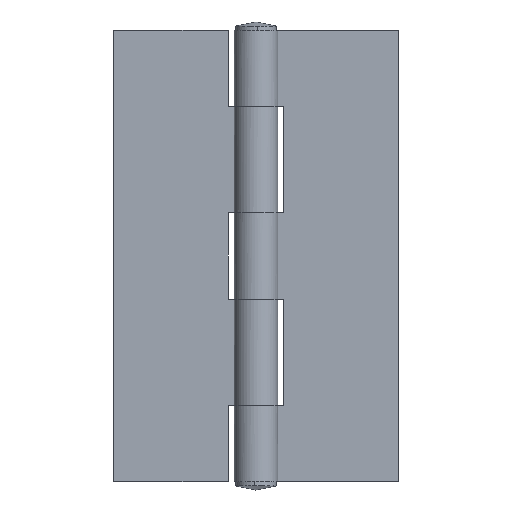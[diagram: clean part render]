
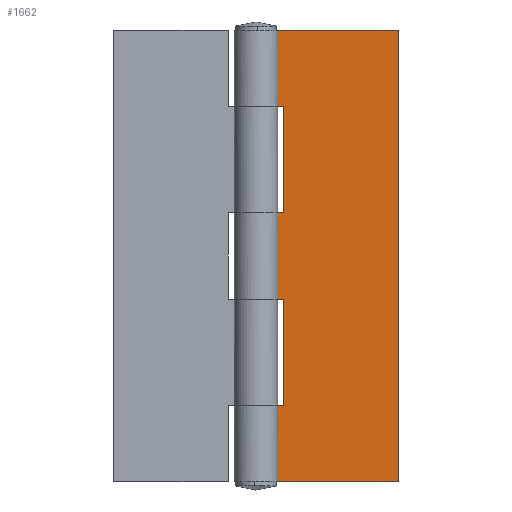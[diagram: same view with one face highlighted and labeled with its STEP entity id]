
A CAD part, front view. The second image highlights one B-rep face of the part: STEP entity #1662.
In plain terms, the highlighted free-form (B-spline) face has degree [1, 1] with [2, 2] control points.
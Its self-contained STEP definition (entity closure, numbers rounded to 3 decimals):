
#1264=CARTESIAN_POINT('',(0.003,2.6,15.0));
#1265=VERTEX_POINT('',#1264);
#1296=CARTESIAN_POINT('',(0.003,2.6,0.0));
#1297=VERTEX_POINT('',#1296);
#1327=CARTESIAN_POINT('',(0.003,2.6,15.0));
#1328=CARTESIAN_POINT('',(0.003,2.6,0.0));
#1329=QUASI_UNIFORM_CURVE('',1,(#1327,#1328),.UNSPECIFIED.,.F.,.U.);
#1330=EDGE_CURVE('',#1265,#1297,#1329,.T.);
#1429=CARTESIAN_POINT('',(0.003,2.6,74.0));
#1430=VERTEX_POINT('',#1429);
#1460=CARTESIAN_POINT('',(0.003,2.6,89.0));
#1461=VERTEX_POINT('',#1460);
#1462=CARTESIAN_POINT('',(0.003,2.6,89.0));
#1463=CARTESIAN_POINT('',(0.003,2.6,74.0));
#1464=QUASI_UNIFORM_CURVE('',1,(#1462,#1463),.UNSPECIFIED.,.F.,.U.);
#1465=EDGE_CURVE('',#1461,#1430,#1464,.T.);
#1522=CARTESIAN_POINT('',(0.003,2.6,53.0));
#1523=VERTEX_POINT('',#1522);
#1556=CARTESIAN_POINT('',(0.003,2.6,36.0));
#1557=VERTEX_POINT('',#1556);
#1587=CARTESIAN_POINT('',(0.003,2.6,53.0));
#1588=CARTESIAN_POINT('',(0.003,2.6,36.0));
#1589=QUASI_UNIFORM_CURVE('',1,(#1587,#1588),.UNSPECIFIED.,.F.,.U.);
#1590=EDGE_CURVE('',#1523,#1557,#1589,.T.);
#1595=CARTESIAN_POINT('',(-1.395,2.6,93.446));
#1596=CARTESIAN_POINT('',(-1.395,2.6,-4.446));
#1597=CARTESIAN_POINT('',(29.398,2.6,93.446));
#1598=CARTESIAN_POINT('',(29.398,2.6,-4.446));
#1599=B_SPLINE_SURFACE_WITH_KNOTS('',1,1,((#1595,#1597),(#1596,#1598)),.UNSPECIFIED.,.F.,.F.,.U.,(2,2),(2,2),(0.0,97.891),(0.0,30.794),.UNSPECIFIED.);
#1600=CARTESIAN_POINT('',(5.5,2.6,74.0));
#1601=VERTEX_POINT('',#1600);
#1602=CARTESIAN_POINT('',(5.5,2.6,53.0));
#1603=VERTEX_POINT('',#1602);
#1604=CARTESIAN_POINT('',(5.5,2.6,74.0));
#1605=CARTESIAN_POINT('',(5.5,2.6,53.0));
#1606=QUASI_UNIFORM_CURVE('',1,(#1604,#1605),.UNSPECIFIED.,.F.,.U.);
#1607=EDGE_CURVE('',#1601,#1603,#1606,.T.);
#1608=ORIENTED_EDGE('',*,*,#1607,.T.);
#1609=CARTESIAN_POINT('',(5.5,2.6,53.0));
#1610=CARTESIAN_POINT('',(0.003,2.6,53.0));
#1611=QUASI_UNIFORM_CURVE('',1,(#1609,#1610),.UNSPECIFIED.,.F.,.U.);
#1612=EDGE_CURVE('',#1603,#1523,#1611,.T.);
#1613=ORIENTED_EDGE('',*,*,#1612,.T.);
#1614=ORIENTED_EDGE('',*,*,#1590,.T.);
#1615=CARTESIAN_POINT('',(5.5,2.6,36.0));
#1616=VERTEX_POINT('',#1615);
#1617=CARTESIAN_POINT('',(0.003,2.6,36.0));
#1618=CARTESIAN_POINT('',(5.5,2.6,36.0));
#1619=QUASI_UNIFORM_CURVE('',1,(#1617,#1618),.UNSPECIFIED.,.F.,.U.);
#1620=EDGE_CURVE('',#1557,#1616,#1619,.T.);
#1621=ORIENTED_EDGE('',*,*,#1620,.T.);
#1622=CARTESIAN_POINT('',(5.5,2.6,15.0));
#1623=VERTEX_POINT('',#1622);
#1624=CARTESIAN_POINT('',(5.5,2.6,36.0));
#1625=CARTESIAN_POINT('',(5.5,2.6,15.0));
#1626=QUASI_UNIFORM_CURVE('',1,(#1624,#1625),.UNSPECIFIED.,.F.,.U.);
#1627=EDGE_CURVE('',#1616,#1623,#1626,.T.);
#1628=ORIENTED_EDGE('',*,*,#1627,.T.);
#1629=CARTESIAN_POINT('',(5.5,2.6,15.0));
#1630=CARTESIAN_POINT('',(0.003,2.6,15.0));
#1631=QUASI_UNIFORM_CURVE('',1,(#1629,#1630),.UNSPECIFIED.,.F.,.U.);
#1632=EDGE_CURVE('',#1623,#1265,#1631,.T.);
#1633=ORIENTED_EDGE('',*,*,#1632,.T.);
#1634=ORIENTED_EDGE('',*,*,#1330,.T.);
#1635=CARTESIAN_POINT('',(28.0,2.6,0.0));
#1636=VERTEX_POINT('',#1635);
#1637=CARTESIAN_POINT('',(28.0,2.6,0.0));
#1638=CARTESIAN_POINT('',(0.003,2.6,0.0));
#1639=QUASI_UNIFORM_CURVE('',1,(#1637,#1638),.UNSPECIFIED.,.F.,.U.);
#1640=EDGE_CURVE('',#1636,#1297,#1639,.T.);
#1641=ORIENTED_EDGE('',*,*,#1640,.F.);
#1642=CARTESIAN_POINT('',(28.0,2.6,89.0));
#1643=VERTEX_POINT('',#1642);
#1644=CARTESIAN_POINT('',(28.0,2.6,89.0));
#1645=CARTESIAN_POINT('',(28.0,2.6,0.0));
#1646=QUASI_UNIFORM_CURVE('',1,(#1644,#1645),.UNSPECIFIED.,.F.,.U.);
#1647=EDGE_CURVE('',#1643,#1636,#1646,.T.);
#1648=ORIENTED_EDGE('',*,*,#1647,.F.);
#1649=CARTESIAN_POINT('',(28.0,2.6,89.0));
#1650=CARTESIAN_POINT('',(0.003,2.6,89.0));
#1651=QUASI_UNIFORM_CURVE('',1,(#1649,#1650),.UNSPECIFIED.,.F.,.U.);
#1652=EDGE_CURVE('',#1643,#1461,#1651,.T.);
#1653=ORIENTED_EDGE('',*,*,#1652,.T.);
#1654=ORIENTED_EDGE('',*,*,#1465,.T.);
#1655=CARTESIAN_POINT('',(0.003,2.6,74.0));
#1656=CARTESIAN_POINT('',(5.5,2.6,74.0));
#1657=QUASI_UNIFORM_CURVE('',1,(#1655,#1656),.UNSPECIFIED.,.F.,.U.);
#1658=EDGE_CURVE('',#1430,#1601,#1657,.T.);
#1659=ORIENTED_EDGE('',*,*,#1658,.T.);
#1660=EDGE_LOOP('',(#1608,#1613,#1614,#1621,#1628,#1633,#1634,#1641,#1648,#1653,#1654,#1659));
#1661=FACE_OUTER_BOUND('',#1660,.T.);
#1662=ADVANCED_FACE('',(#1661),#1599,.T.);
